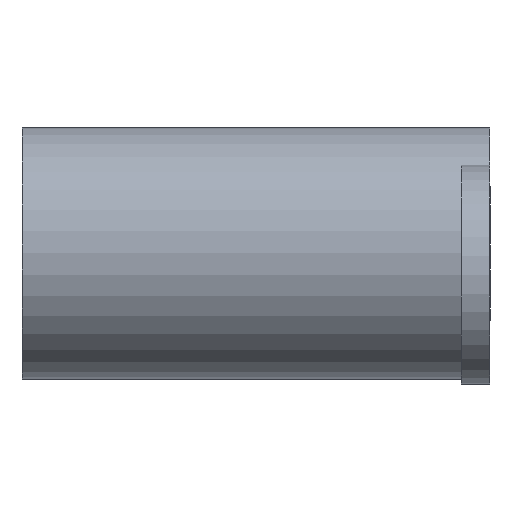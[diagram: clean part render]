
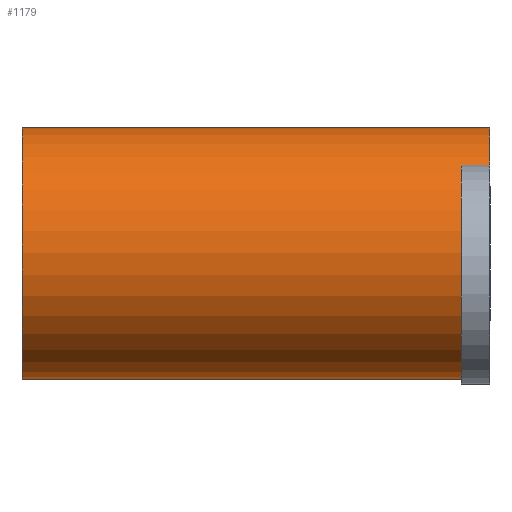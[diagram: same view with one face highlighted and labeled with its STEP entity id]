
A CAD part, left-side view. The second image highlights one B-rep face of the part: STEP entity #1179.
In plain terms, the highlighted cylindrical face has radius 17.5 mm (diameter 35 mm), a full revolution.
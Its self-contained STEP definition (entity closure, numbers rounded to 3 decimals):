
#148=FACE_OUTER_BOUND('',#228,.T.);
#228=EDGE_LOOP('',(#1034,#1035,#1036,#1037));
#347=LINE('',#1937,#456);
#456=VECTOR('',#1596,17.5);
#482=CIRCLE('',#1223,17.5);
#511=CIRCLE('',#1298,17.5);
#540=VERTEX_POINT('',#1714);
#609=VERTEX_POINT('',#1936);
#649=EDGE_CURVE('',#540,#540,#482,.T.);
#756=EDGE_CURVE('',#540,#609,#347,.T.);
#757=EDGE_CURVE('',#609,#609,#511,.T.);
#1034=ORIENTED_EDGE('',*,*,#649,.F.);
#1035=ORIENTED_EDGE('',*,*,#756,.T.);
#1036=ORIENTED_EDGE('',*,*,#757,.T.);
#1037=ORIENTED_EDGE('',*,*,#756,.F.);
#1118=CYLINDRICAL_SURFACE('',#1297,17.5);
#1179=ADVANCED_FACE('',(#148),#1118,.T.);
#1223=AXIS2_PLACEMENT_3D('',#1715,#1368,#1369);
#1297=AXIS2_PLACEMENT_3D('',#1935,#1594,#1595);
#1298=AXIS2_PLACEMENT_3D('',#1938,#1597,#1598);
#1368=DIRECTION('center_axis',(0.,1.,0.));
#1369=DIRECTION('ref_axis',(1.,0.,0.));
#1594=DIRECTION('center_axis',(0.,1.,0.));
#1595=DIRECTION('ref_axis',(1.,0.,0.));
#1596=DIRECTION('',(0.,-1.,0.));
#1597=DIRECTION('center_axis',(0.,1.,0.));
#1598=DIRECTION('ref_axis',(1.,0.,0.));
#1714=CARTESIAN_POINT('',(1.766,65.,-18.013));
#1715=CARTESIAN_POINT('Origin',(19.266,65.,-18.013));
#1935=CARTESIAN_POINT('Origin',(19.266,0.,-18.013));
#1936=CARTESIAN_POINT('',(1.766,0.,-18.013));
#1937=CARTESIAN_POINT('',(1.766,0.,-18.013));
#1938=CARTESIAN_POINT('Origin',(19.266,0.,-18.013));
